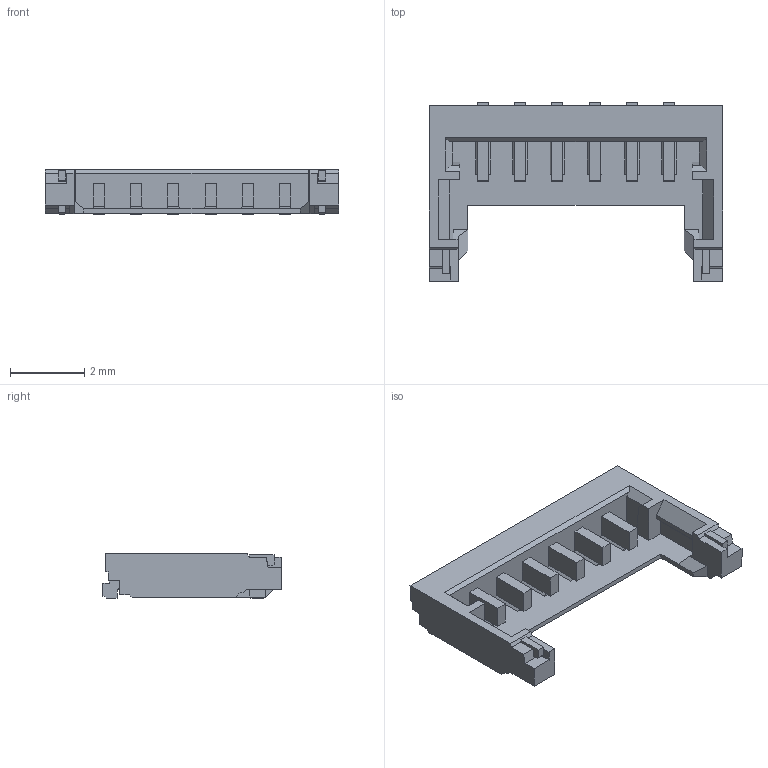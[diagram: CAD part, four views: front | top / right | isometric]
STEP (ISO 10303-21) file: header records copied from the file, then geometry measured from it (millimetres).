
FILE_DESCRIPTION(/* description */ (''),/* implementation_level */ '2;1');
FILE_NAME(/* name */ '2121340006wbm000_01_214.stp',/* time_stamp */ '2023-10-10T14:20:26+06:00',/* author */ (''),/* organization */ (''),/* preprocessor_version */ 'ST-DEVELOPER v16.7',/* originating_system */ 'SIEMENS PLM Software NX 1919',/* authorisation */ '');
FILE_SCHEMA (('AUTOMOTIVE_DESIGN { 1 0 10303 214 3 1 1 1 }'));
Length unit declared in the file: millimetre
Products named in the file (1): 2121340006wbm000_01
Bounding box: 7.9 x 4.79 x 1.2 mm (x, y, z)
Volume: 15.4 mm3; surface area: 102.3 mm2
Topology: 1 solids, 1 shells, 215 faces, 627 edges, 416 vertices
Faces by surface type: plane 209, cylinder 6
Entity records: 6989 total; most frequent: CARTESIAN_POINT 1259, ORIENTED_EDGE 1254, DIRECTION 1071, EDGE_CURVE 627, LINE 615, VECTOR 615, VERTEX_POINT 416, AXIS2_PLACEMENT_3D 228
